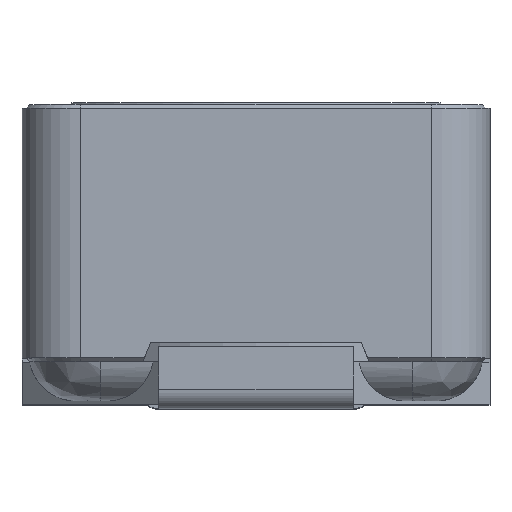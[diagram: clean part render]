
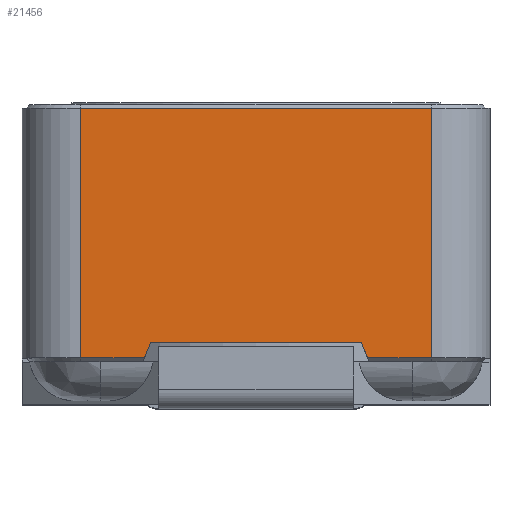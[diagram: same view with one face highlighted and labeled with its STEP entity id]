
A CAD part, top view. The second image highlights one B-rep face of the part: STEP entity #21456.
In plain terms, the highlighted planar face has unit normal (0, 0, 1).
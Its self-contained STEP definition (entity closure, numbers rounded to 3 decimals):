
#1284=DIRECTION('',(-1.,0.,0.));
#1285=VECTOR('',#1284,1.64);
#1286=CARTESIAN_POINT('',(4.5,1.2,6.));
#1287=LINE('',#1286,#1285);
#1288=DIRECTION('',(-0.371,0.928,0.));
#1289=VECTOR('',#1288,0.431);
#1290=CARTESIAN_POINT('',(2.86,1.2,6.));
#1291=LINE('',#1290,#1289);
#1292=DIRECTION('',(-1.,0.,0.));
#1293=VECTOR('',#1292,5.4);
#1294=CARTESIAN_POINT('',(2.7,1.6,6.));
#1295=LINE('',#1294,#1293);
#1296=DIRECTION('',(-0.371,-0.928,0.));
#1297=VECTOR('',#1296,0.431);
#1298=CARTESIAN_POINT('',(-2.7,1.6,6.));
#1299=LINE('',#1298,#1297);
#1300=DIRECTION('',(-1.,0.,0.));
#1301=VECTOR('',#1300,1.64);
#1302=CARTESIAN_POINT('',(-2.86,1.2,6.));
#1303=LINE('',#1302,#1301);
#1304=DIRECTION('',(1.,0.,0.));
#1305=VECTOR('',#1304,9.);
#1306=CARTESIAN_POINT('',(-4.5,7.6,6.));
#1307=LINE('',#1306,#1305);
#2056=DIRECTION('',(0.,1.,0.));
#2057=VECTOR('',#2056,6.4);
#2058=CARTESIAN_POINT('',(4.5,1.2,6.));
#2059=LINE('',#2058,#2057);
#3571=DIRECTION('',(0.,-1.,0.));
#3572=VECTOR('',#3571,6.4);
#3573=CARTESIAN_POINT('',(-4.5,7.6,6.));
#3574=LINE('',#3573,#3572);
#9050=CARTESIAN_POINT('',(2.7,1.6,6.));
#9051=VERTEX_POINT('',#9050);
#9052=CARTESIAN_POINT('',(2.86,1.2,6.));
#9053=VERTEX_POINT('',#9052);
#9072=CARTESIAN_POINT('',(-2.86,1.2,6.));
#9073=VERTEX_POINT('',#9072);
#9118=CARTESIAN_POINT('',(-2.7,1.6,6.));
#9119=VERTEX_POINT('',#9118);
#9126=CARTESIAN_POINT('',(4.5,1.2,6.));
#9127=VERTEX_POINT('',#9126);
#9128=CARTESIAN_POINT('',(-4.5,1.2,6.));
#9129=VERTEX_POINT('',#9128);
#9130=CARTESIAN_POINT('',(-4.5,7.6,6.));
#9131=VERTEX_POINT('',#9130);
#9132=CARTESIAN_POINT('',(4.5,7.6,6.));
#9133=VERTEX_POINT('',#9132);
#21435=CARTESIAN_POINT('',(0.,4.4,6.));
#21436=DIRECTION('',(0.,0.,1.));
#21437=DIRECTION('',(-1.,0.,0.));
#21438=AXIS2_PLACEMENT_3D('',#21435,#21436,#21437);
#21439=PLANE('',#21438);
#21440=ORIENTED_EDGE('',*,*,#21416,.T.);
#21441=ORIENTED_EDGE('',*,*,#21225,.T.);
#21443=ORIENTED_EDGE('',*,*,#21442,.T.);
#21445=ORIENTED_EDGE('',*,*,#21444,.T.);
#21447=ORIENTED_EDGE('',*,*,#21446,.T.);
#21449=ORIENTED_EDGE('',*,*,#21448,.F.);
#21451=ORIENTED_EDGE('',*,*,#21450,.T.);
#21453=ORIENTED_EDGE('',*,*,#21452,.F.);
#21454=EDGE_LOOP('',(#21440,#21441,#21443,#21445,#21447,#21449,#21451,#21453));
#21455=FACE_OUTER_BOUND('',#21454,.F.);
#21225=EDGE_CURVE('',#9053,#9051,#1291,.T.);
#21416=EDGE_CURVE('',#9127,#9053,#1287,.T.);
#21442=EDGE_CURVE('',#9051,#9119,#1295,.T.);
#21444=EDGE_CURVE('',#9119,#9073,#1299,.T.);
#21446=EDGE_CURVE('',#9073,#9129,#1303,.T.);
#21448=EDGE_CURVE('',#9131,#9129,#3574,.T.);
#21450=EDGE_CURVE('',#9131,#9133,#1307,.T.);
#21452=EDGE_CURVE('',#9127,#9133,#2059,.T.);
#21456=ADVANCED_FACE('',(#21455),#21439,.T.);
